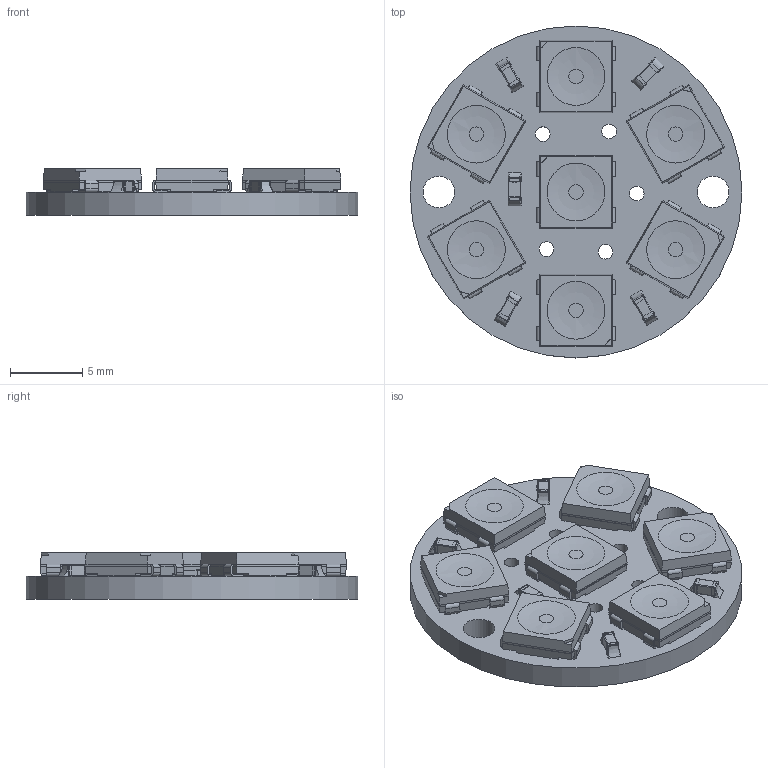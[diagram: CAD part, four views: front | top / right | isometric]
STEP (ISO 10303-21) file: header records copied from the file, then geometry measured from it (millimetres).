
FILE_DESCRIPTION(/* description */ (''),/* implementation_level */ '2;1');
FILE_NAME(/* name */ 'a5beef41-3d94-42a9-b58d-3b2616e3ab01.stp',/* time_stamp */ '2016-06-25T02:46:03+00:00',/* author */ (''),/* organization */ (''),/* preprocessor_version */ 'ST-DEVELOPER v16.5',/* originating_system */ 'Autodesk Translation Framework v5.1.0.2740',/* authorisation */ '');
FILE_SCHEMA (('AUTOMOTIVE_DESIGN { 1 0 10303 214 3 1 1 }'));
Length unit declared in the file: centimetre
Products named in the file (15): Neopixel Jewel RGBW v2; pcb; WS2812B-NARROW; WS2812B-NARROW_1; WS2812B-NARROW_2; C0603; WS2812B-NARROW_3; R0603-NO; WS2812B-NARROW_4; WS2812B-NARROW_5; WS2812B-NARROW_6; body; leads; processor; lense
Assembly tree (41 placements, depth 3):
  Neopixel Jewel RGBW v2
    pcb
    WS2812B-NARROW
      body
      leads
      processor
      lense
    C0603  x4
    WS2812B-NARROW_1
      body
      leads
      processor
      lense
    WS2812B-NARROW_2
      body
      leads
      processor
      lense
    WS2812B-NARROW_3
      body
      leads
      processor
      lense
    R0603-NO
    WS2812B-NARROW_4
      body
      leads
      processor
      lense
    WS2812B-NARROW_5
      body
      leads
      processor
      lense
    WS2812B-NARROW_6
      body
      leads
      processor
      lense
Bounding box: 23 x 23 x 3.23 mm (x, y, z)
Volume: 915.3 mm3; surface area: 1968.2 mm2
Topology: 65 solids, 65 shells, 1429 faces, 3388 edges, 2144 vertices
Faces by surface type: plane 801, cylinder 382, cone 105, bspline 77, sphere 64
Full cylindrical faces by diameter (mm): 0.4 x15, 1.016 x5, 2.2 x2, 3.72 x7, 23.001 x1
Entity records: 10694 total; most frequent: CARTESIAN_POINT 2712, DIRECTION 1626, ORIENTED_EDGE 1482, EDGE_CURVE 741, AXIS2_PLACEMENT_3D 596, VERTEX_POINT 488, LINE 434, VECTOR 434
